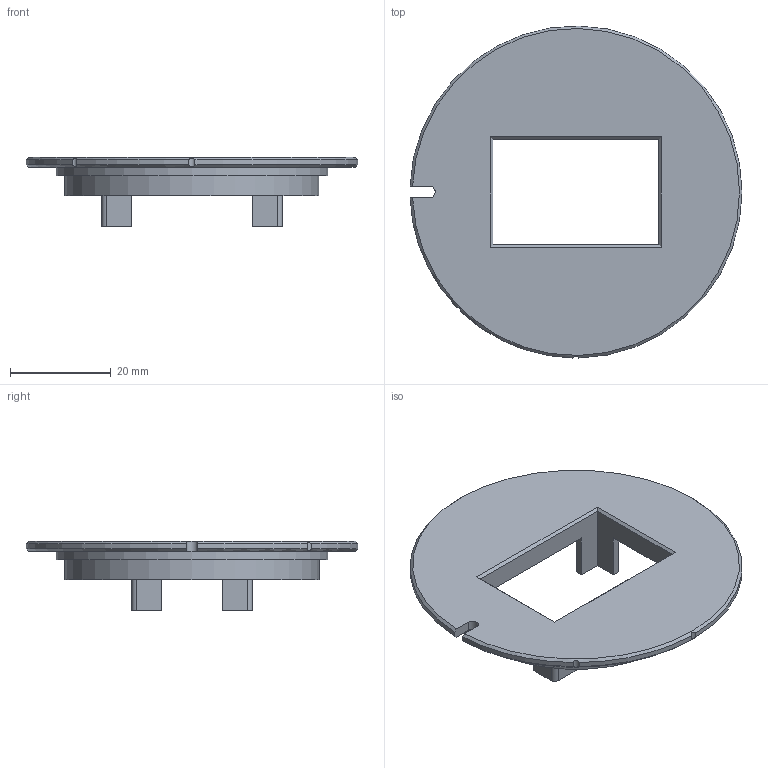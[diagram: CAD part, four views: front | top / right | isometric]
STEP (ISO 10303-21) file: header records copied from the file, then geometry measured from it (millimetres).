
FILE_DESCRIPTION(('HOOPS Exchange Step'),'2;1');
FILE_NAME('temp_export','2023-06-13T19:31:58-04:00',('gmoua'),('Shapr3D Limited'),'HOOPS Exchange 2022.2','Shapr3D','Authorized');
FILE_SCHEMA( ('AUTOMOTIVE_DESIGN { 1 0 10303 214 1 1 1 1 }') );
Length unit declared in the file: millimetre
Products named in the file (1): RF Depth Checker
Bounding box: 65.98 x 65.99 x 13.75 mm (x, y, z)
Volume: 11363.4 mm3; surface area: 8393.6 mm2
Topology: 1 solids, 1 shells, 52 faces, 138 edges, 91 vertices
Faces by surface type: plane 35, cylinder 14, cone 3
Full cylindrical faces by diameter (mm): 44.2 x1, 50.5 x1, 54 x1
Entity records: 1751 total; most frequent: CARTESIAN_POINT 390, ORIENTED_EDGE 276, DIRECTION 265, EDGE_CURVE 138, VECTOR 101, LINE 101, VERTEX_POINT 91, AXIS2_PLACEMENT_3D 82
